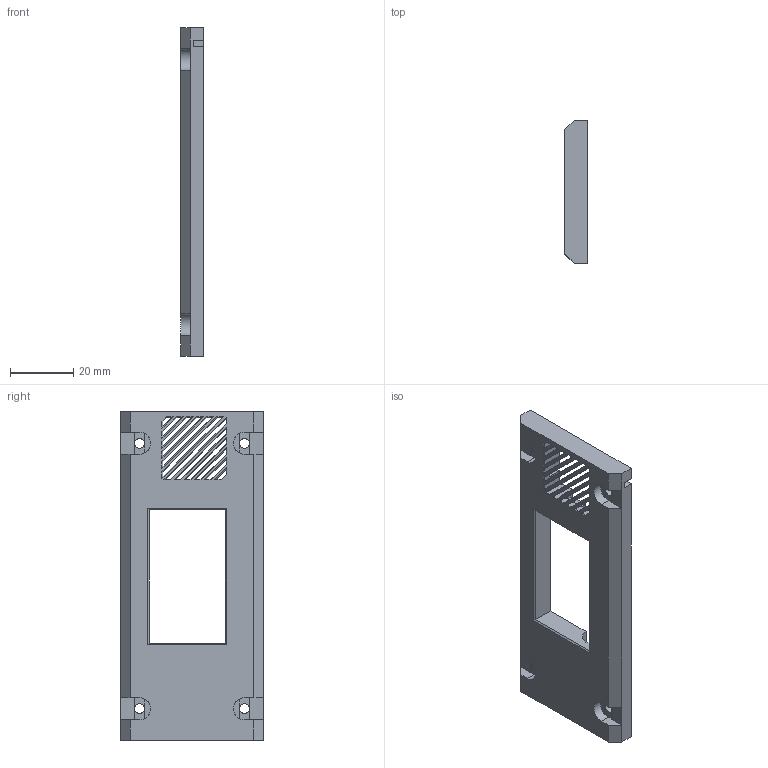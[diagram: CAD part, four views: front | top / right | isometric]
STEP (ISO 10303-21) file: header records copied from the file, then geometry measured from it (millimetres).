
FILE_DESCRIPTION(/* description */ ('Корпус заслонки для серво 3.7г'),/* implementation_level */ '2;1');
FILE_NAME(/* name */ 'UNIT_AIR_DAMPER_SRVO_37G_housing_halve_1.step',/* time_stamp */ '2025-09-24T19:42:09+03:00',/* author */ ('ruslanpavlucenko'),/* organization */ (''),/* preprocessor_version */ 'ST-DEVELOPER v19.2',/* originating_system */ 'Autodesk Inventor 2024',/* authorisation */ '');
FILE_SCHEMA (('AUTOMOTIVE_DESIGN { 1 0 10303 214 3 1 1 }'));
Length unit declared in the file: millimetre
Products named in the file (1): Твердое тело8
_1
Bounding box: 7.15 x 45.2 x 104 mm (x, y, z)
Volume: 21545.6 mm3; surface area: 11424.3 mm2
Topology: 1 solids, 1 shells, 325 faces, 911 edges, 586 vertices
Faces by surface type: plane 242, bspline 71, cylinder 12
Full cylindrical faces by diameter (mm): 3.1 x4
Entity records: 11280 total; most frequent: CARTESIAN_POINT 2964, ORIENTED_EDGE 1822, DIRECTION 1318, EDGE_CURVE 911, LINE 728, VECTOR 728, VERTEX_POINT 586, EDGE_LOOP 357
